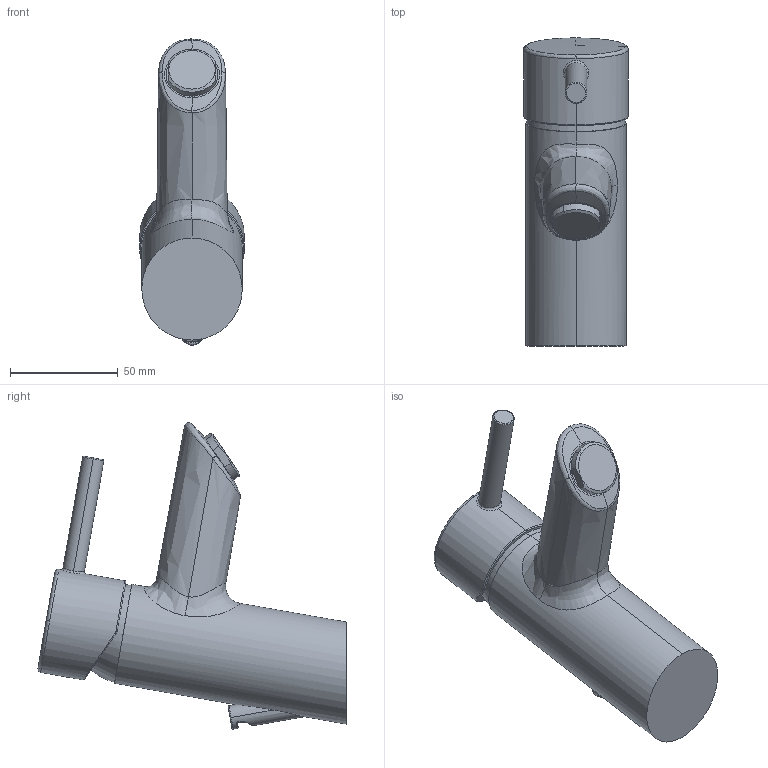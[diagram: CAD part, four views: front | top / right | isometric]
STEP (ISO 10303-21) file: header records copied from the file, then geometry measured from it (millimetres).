
FILE_DESCRIPTION (( 'STEP AP203' ), '1' );
FILE_NAME ('52402277.STEP', '2018-05-08T06:26:38', ( '' ), ( '' ), 'SwSTEP 2.0', 'SolidWorks 2016', '' );
FILE_SCHEMA (( 'CONFIG_CONTROL_DESIGN' ));
Length unit declared in the file: millimetre
Products named in the file (1): 52402277
Bounding box: 48.5 x 142.64 x 141.86 mm (x, y, z)
Volume: 306066.2 mm3; surface area: 33875.6 mm2
Topology: 1 solids, 1 shells, 69 faces, 178 edges, 112 vertices
Faces by surface type: bspline 34, cylinder 15, plane 12, cone 4, sphere 2, torus 2
Entity records: 7074 total; most frequent: CARTESIAN_POINT 5617, ORIENTED_EDGE 354, DIRECTION 188, EDGE_CURVE 177, VERTEX_POINT 112, B_SPLINE_CURVE_WITH_KNOTS 91, AXIS2_PLACEMENT_3D 77, EDGE_LOOP 71
